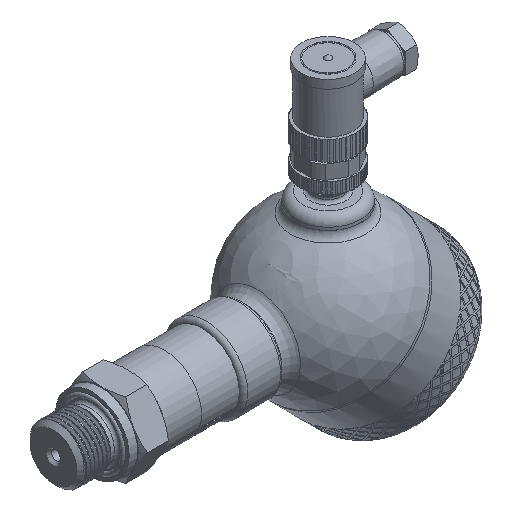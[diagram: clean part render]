
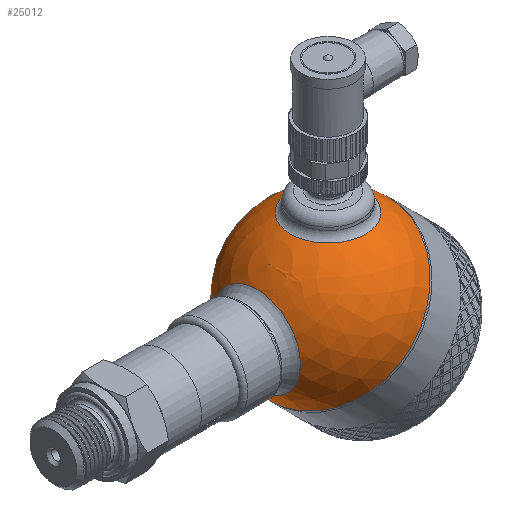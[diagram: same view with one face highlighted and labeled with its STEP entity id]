
A CAD part, isometric view. The second image highlights one B-rep face of the part: STEP entity #25012.
In plain terms, the highlighted spherical face has radius 30 mm.
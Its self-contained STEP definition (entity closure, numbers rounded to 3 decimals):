
#36=SPHERICAL_SURFACE('',#26555,30.);
#1057=FACE_BOUND('',#3399,.T.);
#1058=FACE_BOUND('',#3400,.T.);
#1763=FACE_OUTER_BOUND('',#3398,.T.);
#3398=EDGE_LOOP('',(#17974,#17975,#17976,#17977));
#3399=EDGE_LOOP('',(#17978));
#3400=EDGE_LOOP('',(#17979));
#4905=CIRCLE('',#26477,30.);
#4906=CIRCLE('',#26478,30.);
#4933=CIRCLE('',#26551,13.5);
#4936=CIRCLE('',#26556,30.);
#4937=CIRCLE('',#26557,15.643);
#9567=VERTEX_POINT('',#34111);
#9568=VERTEX_POINT('',#34113);
#10067=VERTEX_POINT('',#40500);
#10069=VERTEX_POINT('',#40507);
#10070=VERTEX_POINT('',#40509);
#12273=EDGE_CURVE('',#9567,#9568,#4905,.T.);
#12274=EDGE_CURVE('',#9568,#9567,#4906,.T.);
#13025=EDGE_CURVE('',#10067,#10067,#4933,.T.);
#13028=EDGE_CURVE('',#9568,#10069,#4936,.T.);
#13029=EDGE_CURVE('',#10070,#10070,#4937,.T.);
#17974=ORIENTED_EDGE('',*,*,#12274,.F.);
#17975=ORIENTED_EDGE('',*,*,#13028,.T.);
#17976=ORIENTED_EDGE('',*,*,#13028,.F.);
#17977=ORIENTED_EDGE('',*,*,#12273,.F.);
#17978=ORIENTED_EDGE('',*,*,#13029,.F.);
#17979=ORIENTED_EDGE('',*,*,#13025,.F.);
#25012=ADVANCED_FACE('',(#1763,#1057,#1058),#36,.T.);
#26477=AXIS2_PLACEMENT_3D('',#34114,#28186,#28187);
#26478=AXIS2_PLACEMENT_3D('',#34115,#28188,#28189);
#26551=AXIS2_PLACEMENT_3D('',#40501,#28598,#28599);
#26555=AXIS2_PLACEMENT_3D('',#40506,#28606,#28607);
#26556=AXIS2_PLACEMENT_3D('',#40508,#28608,#28609);
#26557=AXIS2_PLACEMENT_3D('',#40510,#28610,#28611);
#28186=DIRECTION('center_axis',(1.,0.,0.));
#28187=DIRECTION('ref_axis',(0.,1.,0.));
#28188=DIRECTION('center_axis',(1.,0.,0.));
#28189=DIRECTION('ref_axis',(0.,1.,0.));
#28598=DIRECTION('center_axis',(-0.707,0.,-0.707));
#28599=DIRECTION('ref_axis',(-0.707,0.,0.707));
#28606=DIRECTION('center_axis',(1.,0.,0.));
#28607=DIRECTION('ref_axis',(0.,-1.,0.));
#28608=DIRECTION('center_axis',(0.,0.,1.));
#28609=DIRECTION('ref_axis',(0.,1.,0.));
#28610=DIRECTION('center_axis',(-0.707,0.,0.707));
#28611=DIRECTION('ref_axis',(0.707,0.,0.707));
#34111=CARTESIAN_POINT('',(0.,-30.,0.));
#34113=CARTESIAN_POINT('',(0.,30.,0.));
#34114=CARTESIAN_POINT('Origin',(0.,0.,0.));
#34115=CARTESIAN_POINT('Origin',(0.,0.,0.));
#40500=CARTESIAN_POINT('',(-9.398,0.,-28.49));
#40501=CARTESIAN_POINT('Origin',(-18.944,0.,-18.944));
#40506=CARTESIAN_POINT('Origin',(0.,0.,0.));
#40507=CARTESIAN_POINT('',(-30.,0.,0.));
#40508=CARTESIAN_POINT('Origin',(0.,0.,0.));
#40509=CARTESIAN_POINT('',(-29.162,0.,7.04));
#40510=CARTESIAN_POINT('Origin',(-18.101,0.,18.101));
